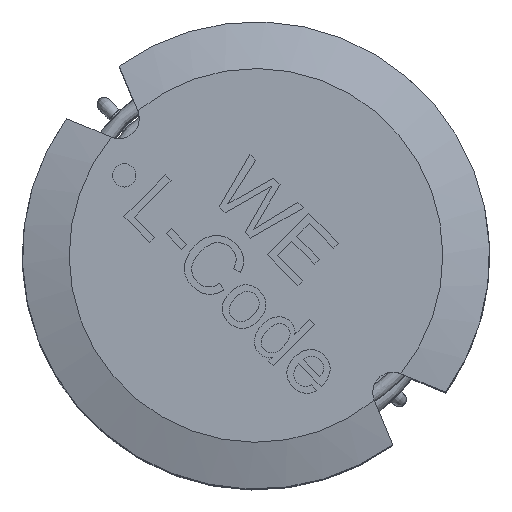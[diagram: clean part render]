
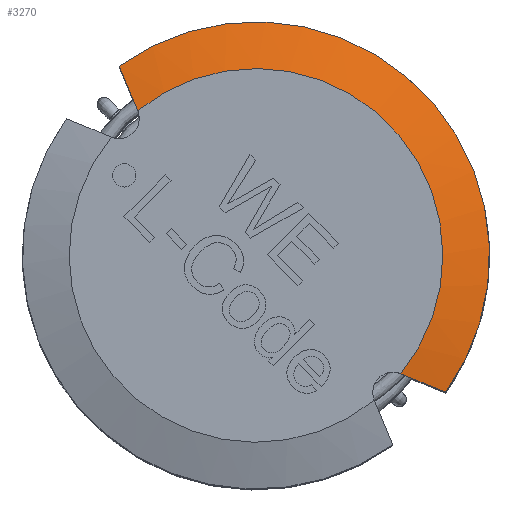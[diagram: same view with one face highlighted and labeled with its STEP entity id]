
A CAD part, top view. The second image highlights one B-rep face of the part: STEP entity #3270.
In plain terms, the highlighted conical face has half-angle 73.301 degrees and reference radius 5 mm.
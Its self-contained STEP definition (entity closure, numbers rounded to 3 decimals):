
#71=CONICAL_SURFACE('',#3441,5.,1.279);
#326=CIRCLE('',#3429,4.);
#333=CIRCLE('',#3440,5.);
#452=ORIENTED_EDGE('',*,*,#1098,.F.);
#453=ORIENTED_EDGE('',*,*,#1063,.F.);
#454=ORIENTED_EDGE('',*,*,#1099,.T.);
#455=ORIENTED_EDGE('',*,*,#1096,.F.);
#1063=EDGE_CURVE('',#1386,#1383,#326,.F.);
#1096=EDGE_CURVE('',#1419,#1420,#333,.T.);
#1098=EDGE_CURVE('',#1383,#1419,#1622,.T.);
#1099=EDGE_CURVE('',#1386,#1420,#1623,.T.);
#1383=VERTEX_POINT('',#4316);
#1386=VERTEX_POINT('',#4321);
#1419=VERTEX_POINT('',#4469);
#1420=VERTEX_POINT('',#4471);
#1622=B_SPLINE_CURVE_WITH_KNOTS('',3,(#4474,#4475,#4476,#4477),
 .UNSPECIFIED.,.F.,.F.,(4,4),(0.,0.001),
 .UNSPECIFIED.);
#1623=B_SPLINE_CURVE_WITH_KNOTS('',3,(#4478,#4479,#4480,#4481),
 .UNSPECIFIED.,.F.,.F.,(4,4),(0.,0.001),
 .UNSPECIFIED.);
#1726=EDGE_LOOP('',(#452,#453,#454,#455));
#1927=FACE_BOUND('',#1726,.T.);
#3270=ADVANCED_FACE('',(#1927),#71,.T.);
#3429=AXIS2_PLACEMENT_3D('',#4322,#3622,#3623);
#3440=AXIS2_PLACEMENT_3D('',#4470,#3647,#3648);
#3441=AXIS2_PLACEMENT_3D('',#4473,#3650,#3651);
#3622=DIRECTION('',(0.,0.,-1.));
#3623=DIRECTION('',(-1.,0.,0.));
#3647=DIRECTION('',(0.,0.,-1.));
#3648=DIRECTION('',(-1.,0.,0.));
#3650=DIRECTION('',(0.,0.,-1.));
#3651=DIRECTION('',(-1.,0.,0.));
#4316=CARTESIAN_POINT('',(-2.531,3.097,12.6));
#4321=CARTESIAN_POINT('',(3.097,-2.531,12.6));
#4322=CARTESIAN_POINT('',(0.,0.,12.6));
#4469=CARTESIAN_POINT('',(-2.928,4.053,12.3));
#4470=CARTESIAN_POINT('',(0.,0.,12.3));
#4471=CARTESIAN_POINT('',(4.053,-2.928,12.3));
#4473=CARTESIAN_POINT('',(0.,0.,12.3));
#4474=CARTESIAN_POINT('',(-2.531,3.097,12.6));
#4475=CARTESIAN_POINT('',(-2.664,3.416,12.501));
#4476=CARTESIAN_POINT('',(-2.796,3.735,12.401));
#4477=CARTESIAN_POINT('',(-2.928,4.053,12.3));
#4478=CARTESIAN_POINT('',(3.097,-2.531,12.6));
#4479=CARTESIAN_POINT('',(3.416,-2.664,12.501));
#4480=CARTESIAN_POINT('',(3.735,-2.796,12.401));
#4481=CARTESIAN_POINT('',(4.053,-2.928,12.3));
